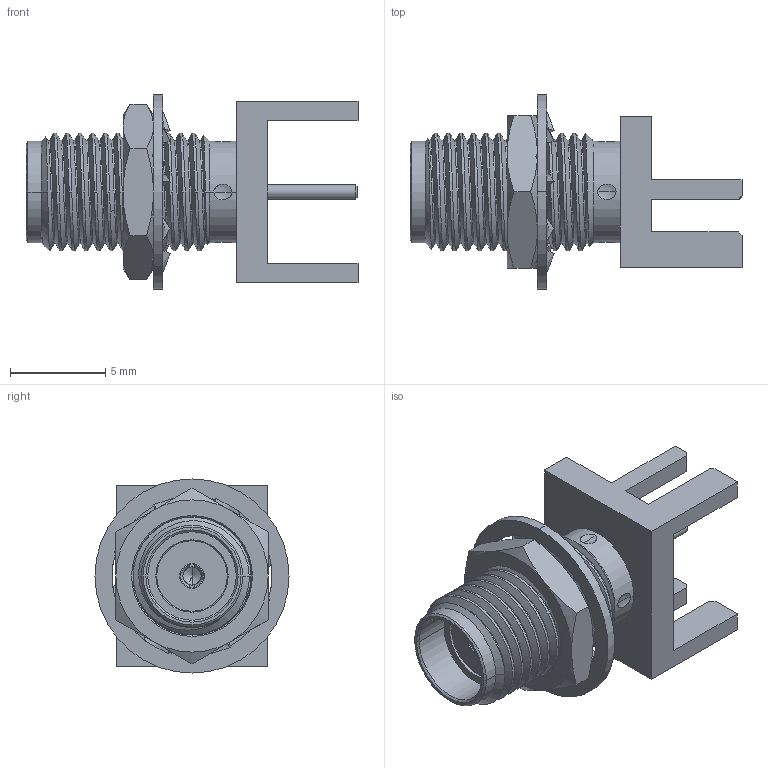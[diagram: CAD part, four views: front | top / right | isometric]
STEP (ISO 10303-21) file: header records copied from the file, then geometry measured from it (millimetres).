
FILE_DESCRIPTION((''),'2;1');
FILE_NAME('132289','2017-04-18T',('Lokesh'),(''),'PRO/ENGINEER BY PARAMETRIC TECHNOLOGY CORPORATION, 2014440','PRO/ENGINEER BY PARAMETRIC TECHNOLOGY CORPORATION, 2014440','');
FILE_SCHEMA(('CONFIG_CONTROL_DESIGN'));
Length unit declared in the file: millimetre
Products named in the file (1): 132289
Bounding box: 17.45 x 10.2 x 10.2 mm (x, y, z)
Surface area: 1008.4 mm2 (no closed solid volume)
Topology: 0 solids, 6 shells, 195 faces, 544 edges, 354 vertices
Faces by surface type: plane 56, cylinder 52, bspline 44, cone 35, sphere 8
Entity records: 12008 total; most frequent: CARTESIAN_POINT 7378, ORIENTED_EDGE 1037, DIRECTION 790, EDGE_CURVE 534, VERTEX_POINT 354, AXIS2_PLACEMENT_3D 265, VECTOR 260, LINE 260
